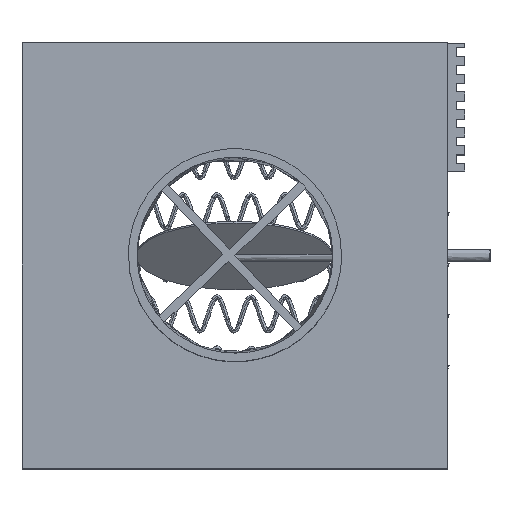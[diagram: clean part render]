
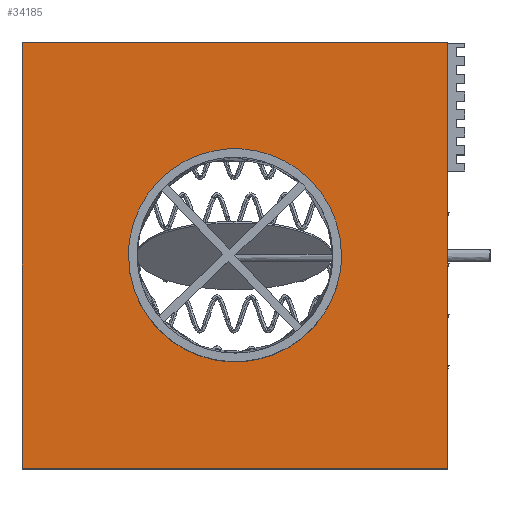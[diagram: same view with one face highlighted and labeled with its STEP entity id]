
A CAD part, top view. The second image highlights one B-rep face of the part: STEP entity #34185.
In plain terms, the highlighted free-form (B-spline) face has degree [1, 1] with [2, 2] control points.
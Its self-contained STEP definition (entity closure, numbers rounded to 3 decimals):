
#32868 = EDGE_CURVE('',#32869,#32871,#32873,.T.);
#32869 = VERTEX_POINT('',#32870);
#32870 = CARTESIAN_POINT('',(350.967,123.873,
    382.193));
#32871 = VERTEX_POINT('',#32872);
#32872 = CARTESIAN_POINT('',(138.309,123.873,
    382.193));
#32873 = ( BOUNDED_CURVE() B_SPLINE_CURVE(2,(#32874,#32875,#32876,#32877
,#32878),.UNSPECIFIED.,.F.,.F.) B_SPLINE_CURVE_WITH_KNOTS((3,2,3),(0.,
1.571,3.142),.PIECEWISE_BEZIER_KNOTS.) CURVE() 
GEOMETRIC_REPRESENTATION_ITEM() RATIONAL_B_SPLINE_CURVE((1.,
0.707,1.,0.707,1.)) REPRESENTATION_ITEM('') );
#32874 = CARTESIAN_POINT('',(350.967,123.873,
    382.193));
#32875 = CARTESIAN_POINT('',(350.967,230.202,
    382.193));
#32876 = CARTESIAN_POINT('',(244.638,230.202,
    382.193));
#32877 = CARTESIAN_POINT('',(138.309,230.202,
    382.193));
#32878 = CARTESIAN_POINT('',(138.309,123.873,
    382.193));
#33297 = VERTEX_POINT('',#33298);
#33298 = CARTESIAN_POINT('',(457.296,336.531,
    382.193));
#33303 = EDGE_CURVE('',#33297,#33304,#33306,.T.);
#33304 = VERTEX_POINT('',#33305);
#33305 = CARTESIAN_POINT('',(457.296,-88.785,
    382.193));
#33306 = B_SPLINE_CURVE_WITH_KNOTS('',1,(#33307,#33308),.UNSPECIFIED.,
  .F.,.F.,(2,2),(0.,500.),.PIECEWISE_BEZIER_KNOTS.);
#33307 = CARTESIAN_POINT('',(457.296,336.531,
    382.193));
#33308 = CARTESIAN_POINT('',(457.296,-88.785,
    382.193));
#34111 = VERTEX_POINT('',#34112);
#34112 = CARTESIAN_POINT('',(31.98,-88.785,
    382.193));
#34117 = EDGE_CURVE('',#34118,#34111,#34120,.T.);
#34118 = VERTEX_POINT('',#34119);
#34119 = CARTESIAN_POINT('',(31.98,336.531,
    382.193));
#34120 = B_SPLINE_CURVE_WITH_KNOTS('',1,(#34121,#34122),.UNSPECIFIED.,
  .F.,.F.,(2,2),(0.,500.),.PIECEWISE_BEZIER_KNOTS.);
#34121 = CARTESIAN_POINT('',(31.98,336.531,
    382.193));
#34122 = CARTESIAN_POINT('',(31.98,-88.785,
    382.193));
#34143 = EDGE_CURVE('',#34111,#33304,#34144,.T.);
#34144 = B_SPLINE_CURVE_WITH_KNOTS('',1,(#34145,#34146),.UNSPECIFIED.,
  .F.,.F.,(2,2),(0.,500.),.PIECEWISE_BEZIER_KNOTS.);
#34145 = CARTESIAN_POINT('',(31.98,-88.785,
    382.193));
#34146 = CARTESIAN_POINT('',(457.296,-88.785,
    382.193));
#34163 = EDGE_CURVE('',#34118,#33297,#34164,.T.);
#34164 = B_SPLINE_CURVE_WITH_KNOTS('',1,(#34165,#34166),.UNSPECIFIED.,
  .F.,.F.,(2,2),(0.,500.),.PIECEWISE_BEZIER_KNOTS.);
#34165 = CARTESIAN_POINT('',(31.98,336.531,
    382.193));
#34166 = CARTESIAN_POINT('',(457.296,336.531,
    382.193));
#34185 = ADVANCED_FACE('',(#34186,#34197),#34203,.T.);
#34186 = FACE_BOUND('',#34187,.T.);
#34187 = EDGE_LOOP('',(#34188,#34189));
#34188 = ORIENTED_EDGE('',*,*,#32868,.F.);
#34189 = ORIENTED_EDGE('',*,*,#34190,.F.);
#34190 = EDGE_CURVE('',#32871,#32869,#34191,.T.);
#34191 = ( BOUNDED_CURVE() B_SPLINE_CURVE(2,(#34192,#34193,#34194,#34195
,#34196),.UNSPECIFIED.,.F.,.F.) B_SPLINE_CURVE_WITH_KNOTS((3,2,3),(
    3.142,4.712,6.283),
.PIECEWISE_BEZIER_KNOTS.) CURVE() GEOMETRIC_REPRESENTATION_ITEM() 
RATIONAL_B_SPLINE_CURVE((1.,0.707,1.,0.707,1.)) 
REPRESENTATION_ITEM('') );
#34192 = CARTESIAN_POINT('',(138.309,123.873,
    382.193));
#34193 = CARTESIAN_POINT('',(138.309,17.544,
    382.193));
#34194 = CARTESIAN_POINT('',(244.638,17.544,
    382.193));
#34195 = CARTESIAN_POINT('',(350.967,17.544,
    382.193));
#34196 = CARTESIAN_POINT('',(350.967,123.873,
    382.193));
#34197 = FACE_BOUND('',#34198,.T.);
#34198 = EDGE_LOOP('',(#34199,#34200,#34201,#34202));
#34199 = ORIENTED_EDGE('',*,*,#34117,.T.);
#34200 = ORIENTED_EDGE('',*,*,#34143,.T.);
#34201 = ORIENTED_EDGE('',*,*,#33303,.F.);
#34202 = ORIENTED_EDGE('',*,*,#34163,.F.);
#34203 = B_SPLINE_SURFACE_WITH_KNOTS('',1,1,(
    (#34204,#34205)
    ,(#34206,#34207
  )),.UNSPECIFIED.,.F.,.F.,.F.,(2,2),(2,2),(-250.,250.),(-250.,250.),
  .PIECEWISE_BEZIER_KNOTS.);
#34204 = CARTESIAN_POINT('',(31.98,-88.785,
    382.193));
#34205 = CARTESIAN_POINT('',(31.98,336.531,
    382.193));
#34206 = CARTESIAN_POINT('',(457.296,-88.785,
    382.193));
#34207 = CARTESIAN_POINT('',(457.296,336.531,
    382.193));
